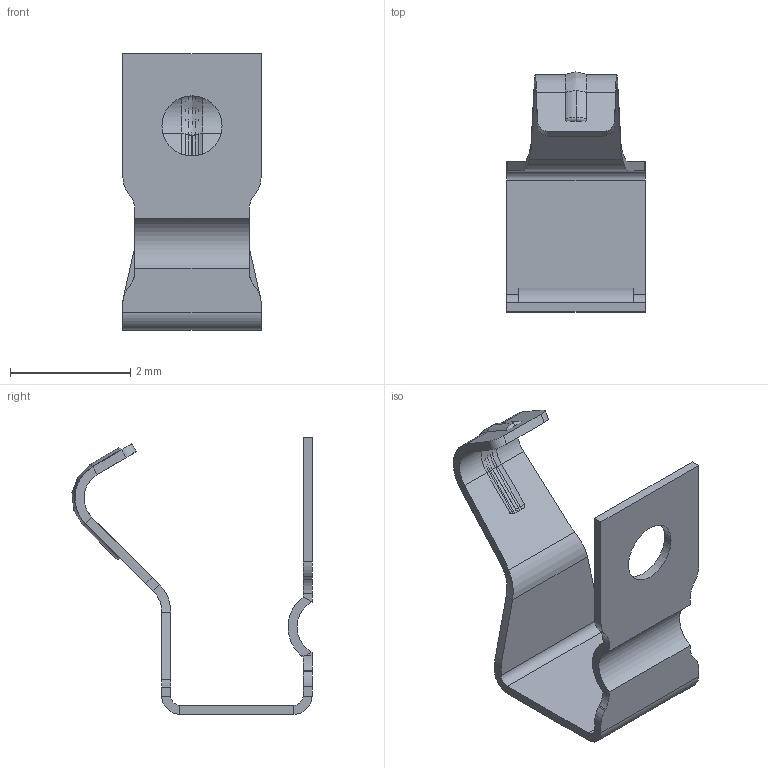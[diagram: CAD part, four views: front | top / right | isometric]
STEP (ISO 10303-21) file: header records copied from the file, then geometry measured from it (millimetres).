
FILE_DESCRIPTION(('FreeCAD Model'),'2;1');
FILE_NAME('Open CASCADE Shape Model','2023-12-29T11:12:28',('Author'),( ''),'Open CASCADE STEP processor 7.6','FreeCAD','Unknown');
FILE_SCHEMA(('AUTOMOTIVE_DESIGN { 1 0 10303 214 1 1 1 1 }'));
Length unit declared in the file: millimetre
Products named in the file (3): Harwin_S7171-45r; COMPOUND.step; COMPOUND.step001
Assembly tree (2 placements, depth 2):
  Harwin_S7171-45r
    COMPOUND.step
    COMPOUND.step001
Bounding box: 2.3 x 3.99 x 4.6 mm (x, y, z)
Volume: 3.5 mm3; surface area: 53 mm2
Topology: 2 solids, 2 shells, 111 faces, 261 edges, 154 vertices
Faces by surface type: plane 50, cylinder 41, torus 10, bspline 8, cone 2
Entity records: 3452 total; most frequent: CARTESIAN_POINT 847, DIRECTION 552, ORIENTED_EDGE 522, EDGE_CURVE 261, AXIS2_PLACEMENT_3D 199, VERTEX_POINT 154, LINE 154, VECTOR 154
